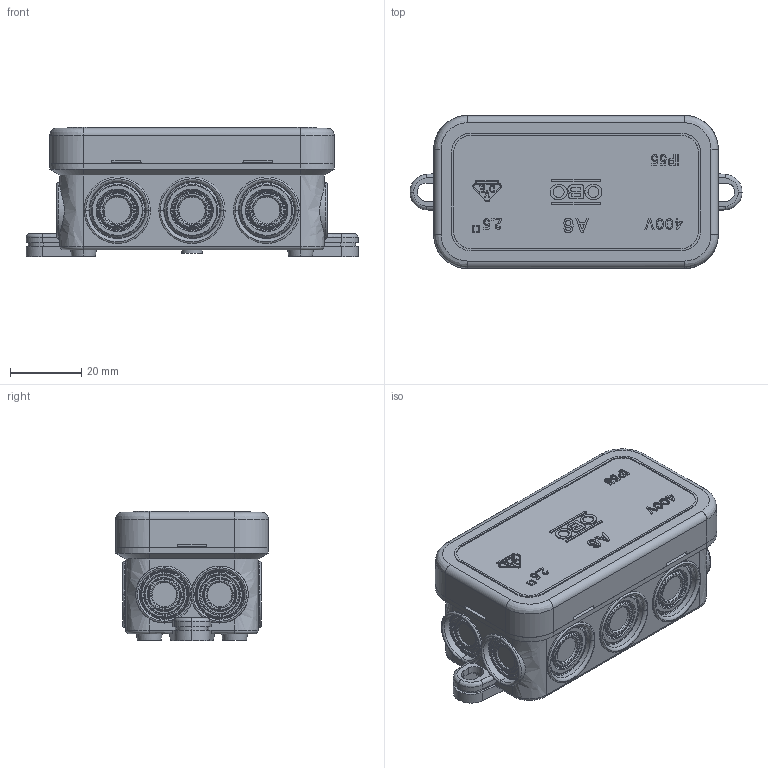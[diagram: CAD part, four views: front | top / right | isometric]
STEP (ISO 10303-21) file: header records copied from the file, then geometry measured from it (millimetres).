
FILE_DESCRIPTION(/* description */ (''),/* implementation_level */ '2;1');
FILE_NAME(/* name */ '2000001',/* time_stamp */ '2014-01-13T09:55:52+01:00',/* author */ (''),/* organization */ (''),/* preprocessor_version */ 'ST-DEVELOPER v15',/* originating_system */ '',/* authorisation */ '');
FILE_SCHEMA (('CONFIG_CONTROL_DESIGN'));
Length unit declared in the file: millimetre
Products named in the file (1): Block 01
Bounding box: 93.3 x 43.01 x 36.5 mm (x, y, z)
Volume: 27908.8 mm3; surface area: 35174.2 mm2
Topology: 2 solids, 2 shells, 1360 faces, 3454 edges, 2183 vertices
Faces by surface type: plane 788, bspline 572
Entity records: 60182 total; most frequent: CARTESIAN_POINT 38446, ORIENTED_EDGE 6908, EDGE_CURVE 3454, B_SPLINE_CURVE_WITH_KNOTS 2451, VERTEX_POINT 2183, EDGE_LOOP 1449, ADVANCED_FACE 1360, FACE_OUTER_BOUND 1360
